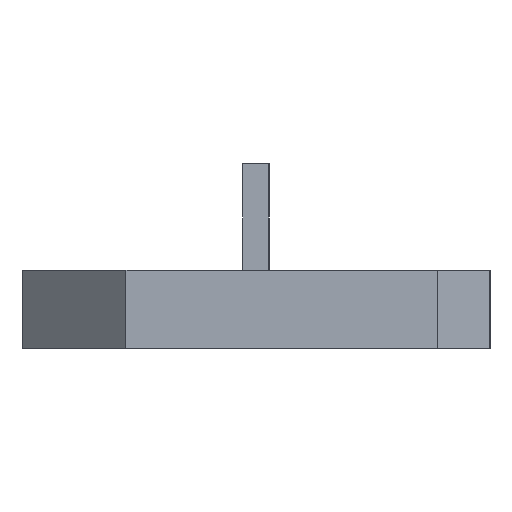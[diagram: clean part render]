
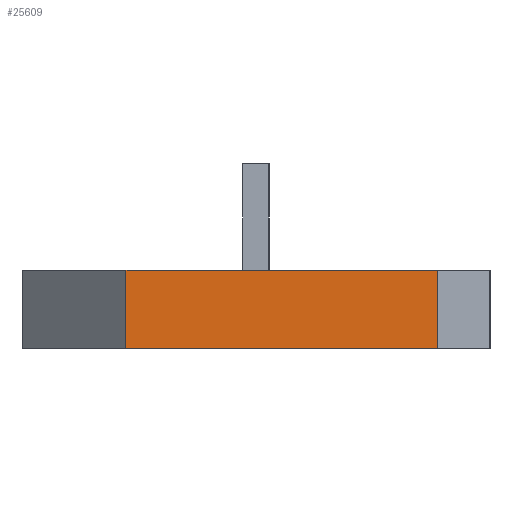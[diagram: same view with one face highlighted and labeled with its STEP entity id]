
A CAD part, left-side view. The second image highlights one B-rep face of the part: STEP entity #25609.
In plain terms, the highlighted planar face has unit normal (-1, 0, 0).
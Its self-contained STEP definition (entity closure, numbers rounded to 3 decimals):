
#66 = CARTESIAN_POINT ( 'NONE',  ( -34.5, 5., -1.5 ) ) ;
#939 = VERTEX_POINT ( 'NONE', #25725 ) ;
#2907 = VECTOR ( 'NONE', #10111, 1000. ) ;
#3736 = ORIENTED_EDGE ( 'NONE', *, *, #10993, .T. ) ;
#3980 = CARTESIAN_POINT ( 'NONE',  ( -34.5, 5., 1.5 ) ) ;
#4985 = VERTEX_POINT ( 'NONE', #66 ) ;
#5500 = FACE_OUTER_BOUND ( 'NONE', #22152, .T. ) ;
#5771 = CARTESIAN_POINT ( 'NONE',  ( -34.5, 5., -1.5 ) ) ;
#7077 = VECTOR ( 'NONE', #21560, 1000. ) ;
#7240 = EDGE_CURVE ( 'NONE', #4985, #939, #13450, .T. ) ;
#10111 = DIRECTION ( 'NONE',  ( 0., 0., -1. ) ) ;
#10624 = VERTEX_POINT ( 'NONE', #11617 ) ;
#10993 = EDGE_CURVE ( 'NONE', #25109, #4985, #22434, .T. ) ;
#11004 = LINE ( 'NONE', #17219, #7077 ) ;
#11617 = CARTESIAN_POINT ( 'NONE',  ( -34.5, -7., 1.5 ) ) ;
#12196 = ORIENTED_EDGE ( 'NONE', *, *, #14649, .F. ) ;
#13450 = LINE ( 'NONE', #5771, #22998 ) ;
#14649 = EDGE_CURVE ( 'NONE', #25109, #10624, #11004, .T. ) ;
#16994 = AXIS2_PLACEMENT_3D ( 'NONE', #3980, #24050, #26726 ) ;
#17219 = CARTESIAN_POINT ( 'NONE',  ( -34.5, 5., 1.5 ) ) ;
#17651 = PLANE ( 'NONE',  #16994 ) ;
#18466 = ORIENTED_EDGE ( 'NONE', *, *, #19848, .F. ) ;
#19848 = EDGE_CURVE ( 'NONE', #10624, #939, #20933, .T. ) ;
#20788 = ORIENTED_EDGE ( 'NONE', *, *, #7240, .T. ) ;
#20933 = LINE ( 'NONE', #23346, #25651 ) ;
#21560 = DIRECTION ( 'NONE',  ( 0., -1., 0. ) ) ;
#22152 = EDGE_LOOP ( 'NONE', ( #20788, #18466, #12196, #3736 ) ) ;
#22434 = LINE ( 'NONE', #24594, #2907 ) ;
#22998 = VECTOR ( 'NONE', #26342, 1000. ) ;
#23346 = CARTESIAN_POINT ( 'NONE',  ( -34.5, -7., 1.5 ) ) ;
#24050 = DIRECTION ( 'NONE',  ( 1., 0., 0. ) ) ;
#24116 = CARTESIAN_POINT ( 'NONE',  ( -34.5, 5., 1.5 ) ) ;
#24594 = CARTESIAN_POINT ( 'NONE',  ( -34.5, 5., 1.5 ) ) ;
#25109 = VERTEX_POINT ( 'NONE', #24116 ) ;
#25369 = DIRECTION ( 'NONE',  ( 0., 0., -1. ) ) ;
#25609 = ADVANCED_FACE ( 'NONE', ( #5500 ), #17651, .F. ) ;
#25651 = VECTOR ( 'NONE', #25369, 1000. ) ;
#25725 = CARTESIAN_POINT ( 'NONE',  ( -34.5, -7., -1.5 ) ) ;
#26342 = DIRECTION ( 'NONE',  ( 0., -1., 0. ) ) ;
#26726 = DIRECTION ( 'NONE',  ( 0., 1., 0. ) ) ;
